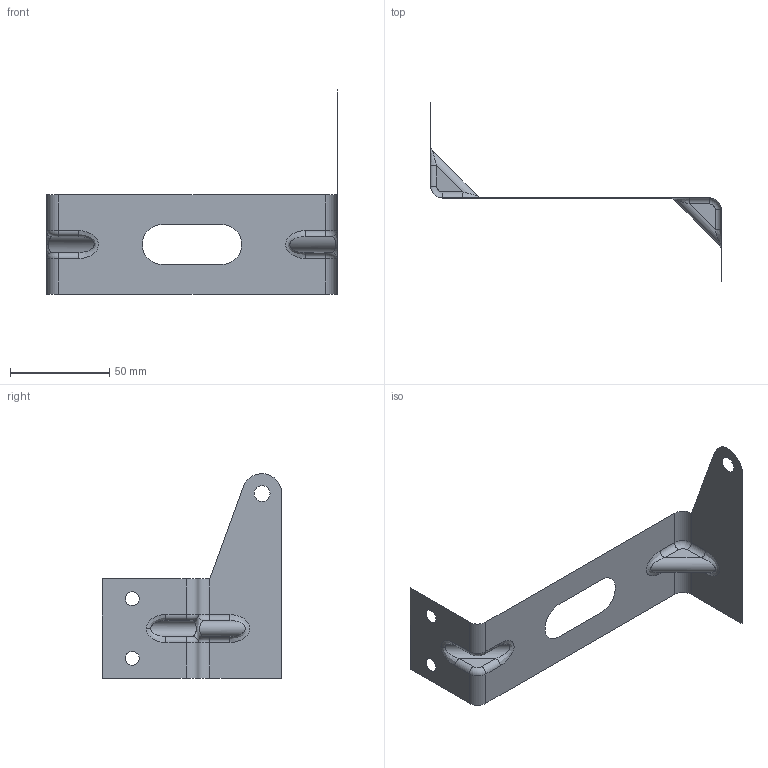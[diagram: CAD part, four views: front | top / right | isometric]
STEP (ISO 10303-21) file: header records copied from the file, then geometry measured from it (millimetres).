
FILE_DESCRIPTION (( 'STEP AP214' ), '1' );
FILE_NAME ('Sheet Metal Bracket.STEP', '2020-10-02T19:21:16', ( '' ), ( '' ), 'SwSTEP 2.0', 'SolidWorks 2020', '' );
FILE_SCHEMA (( 'AUTOMOTIVE_DESIGN' ));
Length unit declared in the file: millimetre
Products named in the file (1): Sheet Metal Bracket
Bounding box: 146 x 90 x 102.84 mm (x, y, z)
Surface area: 12453.4 mm2 (no closed solid volume)
Topology: 0 solids, 1 shells, 30 faces, 86 edges, 57 vertices
Faces by surface type: cylinder 14, plane 7, bspline 5, torus 4
Entity records: 1279 total; most frequent: CARTESIAN_POINT 493, DIRECTION 166, ORIENTED_EDGE 149, EDGE_CURVE 86, AXIS2_PLACEMENT_3D 64, VERTEX_POINT 57, VECTOR 38, LINE 38
